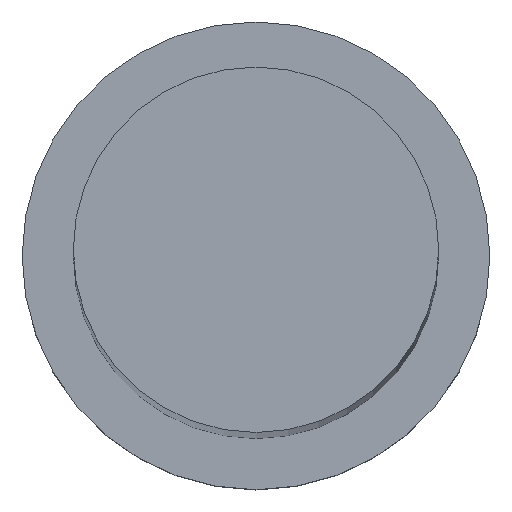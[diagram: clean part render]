
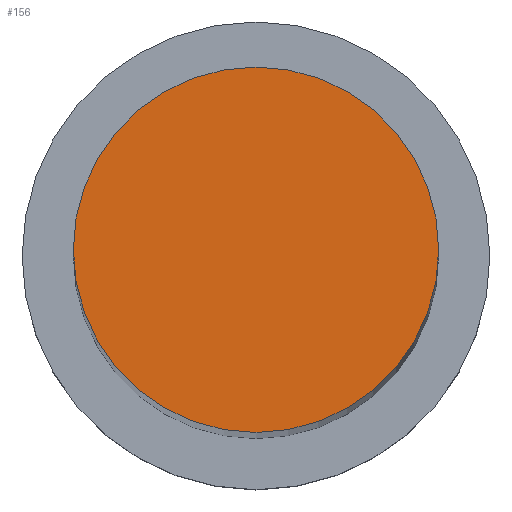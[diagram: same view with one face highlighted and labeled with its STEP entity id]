
A CAD part, top view. The second image highlights one B-rep face of the part: STEP entity #156.
In plain terms, the highlighted planar face has unit normal (0, 0, 1).
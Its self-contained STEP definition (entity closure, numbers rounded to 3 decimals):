
#9 = DIRECTION ( 'NONE',  ( 1., 0., 0. ) ) ;
#20 = PLANE ( 'NONE',  #26 ) ;
#26 = AXIS2_PLACEMENT_3D ( 'NONE', #217, #63, #9 ) ;
#37 = DIRECTION ( 'NONE',  ( 1., 0., 0. ) ) ;
#42 = VERTEX_POINT ( 'NONE', #198 ) ;
#54 = CARTESIAN_POINT ( 'NONE',  ( 0., 0., 250. ) ) ;
#63 = DIRECTION ( 'NONE',  ( 0., 0., 1. ) ) ;
#95 = DIRECTION ( 'NONE',  ( 1., 0., 0. ) ) ;
#97 = CARTESIAN_POINT ( 'NONE',  ( 0., 0., 250. ) ) ;
#103 = EDGE_CURVE ( 'NONE', #159, #42, #138, .T. ) ;
#115 = FACE_OUTER_BOUND ( 'NONE', #146, .T. ) ;
#133 = EDGE_CURVE ( 'NONE', #42, #159, #239, .T. ) ;
#138 = CIRCLE ( 'NONE', #143, 12.5 ) ;
#143 = AXIS2_PLACEMENT_3D ( 'NONE', #54, #209, #95 ) ;
#146 = EDGE_LOOP ( 'NONE', ( #178, #202 ) ) ;
#156 = ADVANCED_FACE ( 'NONE', ( #115 ), #20, .T. ) ;
#159 = VERTEX_POINT ( 'NONE', #186 ) ;
#178 = ORIENTED_EDGE ( 'NONE', *, *, #103, .T. ) ;
#186 = CARTESIAN_POINT ( 'NONE',  ( -12.5, 0., 250. ) ) ;
#192 = DIRECTION ( 'NONE',  ( 0., 0., 1. ) ) ;
#198 = CARTESIAN_POINT ( 'NONE',  ( 12.5, 0., 250. ) ) ;
#202 = ORIENTED_EDGE ( 'NONE', *, *, #133, .T. ) ;
#209 = DIRECTION ( 'NONE',  ( 0., 0., 1. ) ) ;
#217 = CARTESIAN_POINT ( 'NONE',  ( 0., 0., 250. ) ) ;
#235 = AXIS2_PLACEMENT_3D ( 'NONE', #97, #192, #37 ) ;
#239 = CIRCLE ( 'NONE', #235, 12.5 ) ;
